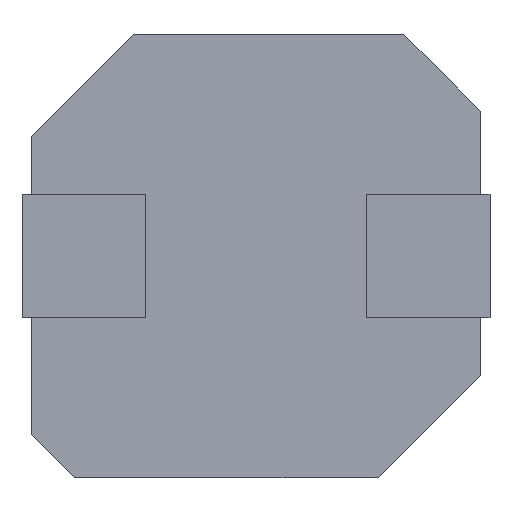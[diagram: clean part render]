
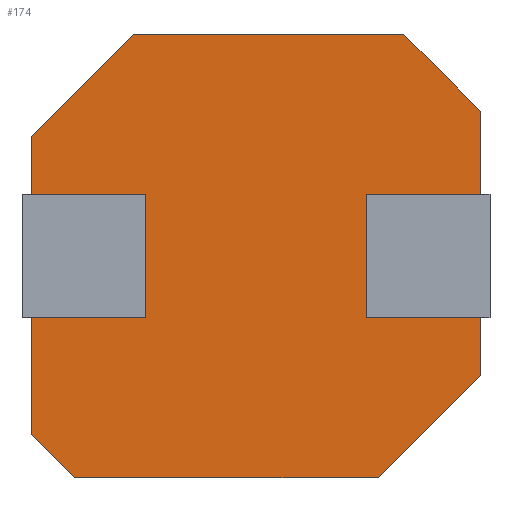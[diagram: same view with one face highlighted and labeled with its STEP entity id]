
A CAD part, front view. The second image highlights one B-rep face of the part: STEP entity #174.
In plain terms, the highlighted planar face has unit normal (0, -1, 0).
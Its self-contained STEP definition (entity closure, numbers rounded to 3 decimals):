
#3 = CARTESIAN_POINT ( 'NONE',  ( -3.65, 0., 1.936 ) ) ;
#60 = DIRECTION ( 'NONE',  ( -0.707, 0., 0.707 ) ) ;
#61 = LINE ( 'NONE', #147, #372 ) ;
#63 = CARTESIAN_POINT ( 'NONE',  ( -3.65, 0., 3.6 ) ) ;
#82 = CARTESIAN_POINT ( 'NONE',  ( -3.65, 0., -2.9 ) ) ;
#89 = CARTESIAN_POINT ( 'NONE',  ( 3.65, 0., 2.35 ) ) ;
#90 = VERTEX_POINT ( 'NONE', #3 ) ;
#91 = VECTOR ( 'NONE', #767, 1000. ) ;
#95 = LINE ( 'NONE', #491, #504 ) ;
#100 = LINE ( 'NONE', #828, #109 ) ;
#109 = VECTOR ( 'NONE', #336, 1000. ) ;
#118 = VECTOR ( 'NONE', #873, 1000. ) ;
#129 = CARTESIAN_POINT ( 'NONE',  ( -1.986, 0., 3.6 ) ) ;
#140 = ORIENTED_EDGE ( 'NONE', *, *, #177, .F. ) ;
#147 = CARTESIAN_POINT ( 'NONE',  ( -2.95, 0., -3.6 ) ) ;
#149 = VERTEX_POINT ( 'NONE', #408 ) ;
#151 = CARTESIAN_POINT ( 'NONE',  ( 3.65, 0., -1.936 ) ) ;
#174 = ADVANCED_FACE ( 'NONE', ( #235 ), #558, .F. ) ;
#177 = EDGE_CURVE ( 'NONE', #704, #90, #100, .T. ) ;
#190 = ORIENTED_EDGE ( 'NONE', *, *, #360, .F. ) ;
#219 = EDGE_CURVE ( 'NONE', #364, #149, #856, .T. ) ;
#224 = LINE ( 'NONE', #670, #556 ) ;
#235 = FACE_OUTER_BOUND ( 'NONE', #586, .T. ) ;
#240 = LINE ( 'NONE', #63, #489 ) ;
#249 = CARTESIAN_POINT ( 'NONE',  ( 1.986, 0., -3.6 ) ) ;
#288 = DIRECTION ( 'NONE',  ( 0.707, 0., -0.707 ) ) ;
#336 = DIRECTION ( 'NONE',  ( 0., 0., 1. ) ) ;
#346 = DIRECTION ( 'NONE',  ( 0., 0., 1. ) ) ;
#360 = EDGE_CURVE ( 'NONE', #743, #879, #764, .T. ) ;
#364 = VERTEX_POINT ( 'NONE', #249 ) ;
#372 = VECTOR ( 'NONE', #288, 1000. ) ;
#376 = CARTESIAN_POINT ( 'NONE',  ( -3.65, 0., -3.6 ) ) ;
#404 = EDGE_CURVE ( 'NONE', #743, #807, #224, .T. ) ;
#408 = CARTESIAN_POINT ( 'NONE',  ( -2.95, 0., -3.6 ) ) ;
#411 = ORIENTED_EDGE ( 'NONE', *, *, #776, .T. ) ;
#433 = ORIENTED_EDGE ( 'NONE', *, *, #404, .T. ) ;
#445 = EDGE_CURVE ( 'NONE', #577, #807, #240, .T. ) ;
#475 = DIRECTION ( 'NONE',  ( 1., 0., 0. ) ) ;
#486 = CARTESIAN_POINT ( 'NONE',  ( 1.986, 0., -3.6 ) ) ;
#489 = VECTOR ( 'NONE', #475, 1000. ) ;
#491 = CARTESIAN_POINT ( 'NONE',  ( -3.65, 0., 1.936 ) ) ;
#504 = VECTOR ( 'NONE', #773, 1000. ) ;
#508 = VECTOR ( 'NONE', #740, 1000. ) ;
#535 = ORIENTED_EDGE ( 'NONE', *, *, #712, .T. ) ;
#556 = VECTOR ( 'NONE', #60, 1000. ) ;
#558 = PLANE ( 'NONE',  #838 ) ;
#577 = VERTEX_POINT ( 'NONE', #129 ) ;
#586 = EDGE_LOOP ( 'NONE', ( #140, #411, #723, #793, #190, #433, #611, #535 ) ) ;
#611 = ORIENTED_EDGE ( 'NONE', *, *, #445, .F. ) ;
#626 = CARTESIAN_POINT ( 'NONE',  ( 0., 0., 0. ) ) ;
#639 = CARTESIAN_POINT ( 'NONE',  ( 2.4, 0., 3.6 ) ) ;
#668 = CARTESIAN_POINT ( 'NONE',  ( 3.65, 0., -3.6 ) ) ;
#670 = CARTESIAN_POINT ( 'NONE',  ( 2.4, 0., 3.6 ) ) ;
#679 = EDGE_CURVE ( 'NONE', #364, #879, #688, .T. ) ;
#688 = LINE ( 'NONE', #486, #91 ) ;
#699 = DIRECTION ( 'NONE',  ( 0., 1., 0. ) ) ;
#704 = VERTEX_POINT ( 'NONE', #82 ) ;
#712 = EDGE_CURVE ( 'NONE', #577, #90, #95, .T. ) ;
#723 = ORIENTED_EDGE ( 'NONE', *, *, #219, .F. ) ;
#740 = DIRECTION ( 'NONE',  ( 0., 0., -1. ) ) ;
#743 = VERTEX_POINT ( 'NONE', #89 ) ;
#764 = LINE ( 'NONE', #668, #508 ) ;
#767 = DIRECTION ( 'NONE',  ( 0.707, 0., 0.707 ) ) ;
#773 = DIRECTION ( 'NONE',  ( -0.707, 0., -0.707 ) ) ;
#776 = EDGE_CURVE ( 'NONE', #704, #149, #61, .T. ) ;
#793 = ORIENTED_EDGE ( 'NONE', *, *, #679, .T. ) ;
#807 = VERTEX_POINT ( 'NONE', #639 ) ;
#828 = CARTESIAN_POINT ( 'NONE',  ( -3.65, 0., -3.6 ) ) ;
#838 = AXIS2_PLACEMENT_3D ( 'NONE', #626, #699, #346 ) ;
#856 = LINE ( 'NONE', #376, #118 ) ;
#873 = DIRECTION ( 'NONE',  ( -1., 0., 0. ) ) ;
#879 = VERTEX_POINT ( 'NONE', #151 ) ;
